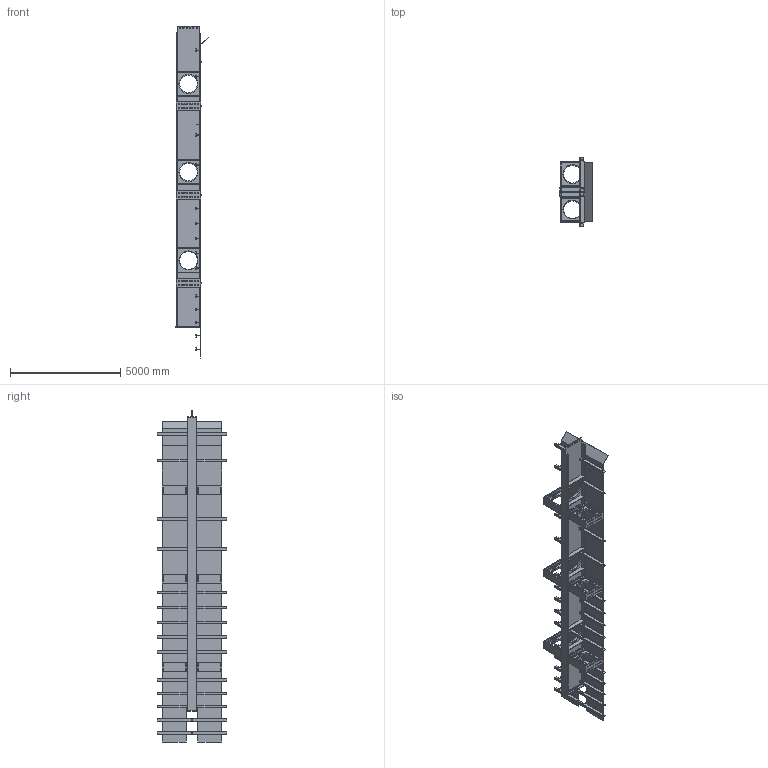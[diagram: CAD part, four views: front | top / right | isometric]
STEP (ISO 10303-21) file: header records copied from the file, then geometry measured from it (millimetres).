
FILE_DESCRIPTION(('CATIA V5-6R2013 STEP','CAx-IF Rec.Pracs.--- Model Styling and Organization---1.4--- 2014-01-23','CAx-IF Rec.Pracs.--- Geometric and Assembly Validation Properties ---4.2---2014-10-09'),'2;1');
FILE_NAME('Cavern S - Chamber ES - Warm Cryostat SP - TCO - ST1083026.stp','2019-09-13T09:04:10+00:00',('none'),('CERN'),'CATIA Version 5-6 Release 2017 SP6 HF16','CATIA V5 STEP AP214','none');
FILE_SCHEMA(('AUTOMOTIVE_DESIGN { 1 0 10303 214 1 1 1 1 }'));
Length unit declared in the file: millimetre
Products named in the file (27): ST1083026_01; ST1083027_01; ST1072071_01; ST0869761_02; ST0861226_01; ST0860046_01; Bolt flamge x2; ST0861031_01; ST0860132_01; Warm Membrane Support x2; ST0860232_01; Stiffener For Hole Access x4; Stiffener For Hole Access x2; ST0860184_01; ST0869889_01; Gathered ST0869889_01 on RectPattern.11; Gathered ST0869889_01 on RectPattern.21; Gathered ST0869889_01 on RectPattern.31; Gathered ST0869889_01 on RectPattern.41; ST0797568_04; ST0861335_01; Gathered ST0797568_04 on RectPattern.11; ST1072113_01; ST0838092_01; ST0867224_01; ST0867293_01; ST0838453_04
Assembly tree (87 placements, depth 7):
  ST1083026_01
    ST1083027_01
      ST1072071_01
        ST0869761_02
          ST0861226_01
          ST0860046_01
          Bolt flamge x2  x3
            ST0861031_01
          ST0860132_01  x3
          Warm Membrane Support x2  x13
            ST0860232_01
          Stiffener For Hole Access x4  x3
            Stiffener For Hole Access x2
              ST0860184_01  x2
          Stiffener For Hole Access x2  x3
            ST0860184_01
        ST0869889_01  x8
        Gathered ST0869889_01 on RectPattern.11
          ST0869889_01  x5
        Gathered ST0869889_01 on RectPattern.21
          ST0869889_01  x9
        Gathered ST0869889_01 on RectPattern.31
          ST0869889_01  x3
        Gathered ST0869889_01 on RectPattern.41
          ST0869889_01  x3
        ST0797568_04
          ST0861335_01
          ST0861031_01  x2
          ST0860132_01
        Gathered ST0797568_04 on RectPattern.11
          ST0797568_04  x5
            ST0861335_01
            ST0861031_01
            ST0860132_01
      ST1072113_01
        ST0838092_01
        ST0867224_01  x2
        ST0867293_01
        ST0838453_04
Bounding box: 1481.51 x 3140 x 15042 mm (x, y, z)
Volume: 2087956969.4 mm3; surface area: 213002491.8 mm2
Topology: 116 solids, 116 shells, 2548 faces, 6944 edges, 4628 vertices
Faces by surface type: plane 1322, cylinder 1226
Entity records: 9821 total; most frequent: CARTESIAN_POINT 1680, DIRECTION 1379, ORIENTED_EDGE 1318, EDGE_CURVE 659, AXIS2_PLACEMENT_3D 592, VERTEX_POINT 438, VECTOR 425, LINE 425
